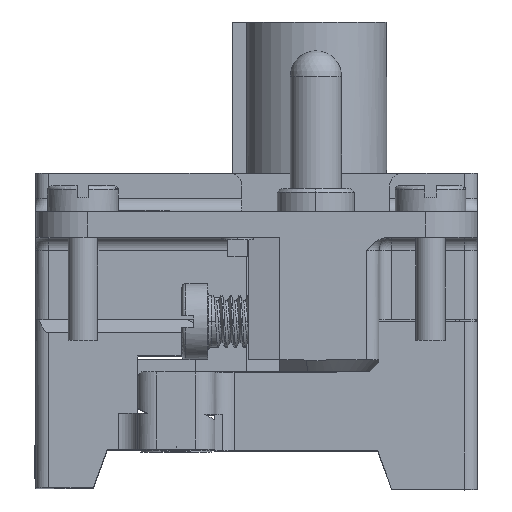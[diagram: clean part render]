
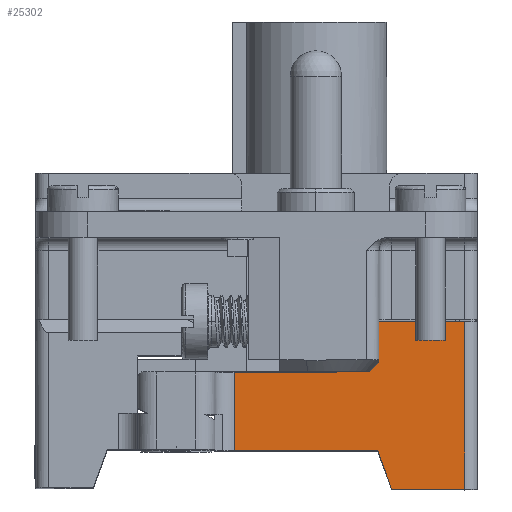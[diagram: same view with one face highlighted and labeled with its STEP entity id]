
A CAD part, top view. The second image highlights one B-rep face of the part: STEP entity #25302.
In plain terms, the highlighted planar face has unit normal (0, 0, 1).
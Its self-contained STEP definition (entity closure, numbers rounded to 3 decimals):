
#4027=DIRECTION('',(-1.,0.,0.));
#4028=VECTOR('',#4027,7.95);
#4029=CARTESIAN_POINT('',(10.,9.15,-26.05));
#4030=LINE('',#4029,#4028);
#4125=DIRECTION('',(1.,0.,0.));
#4126=VECTOR('',#4125,9.95);
#4127=CARTESIAN_POINT('',(10.,13.1,-26.05));
#4128=LINE('',#4127,#4126);
#4129=DIRECTION('',(-0.342,0.94,0.));
#4130=VECTOR('',#4129,3.192);
#4131=CARTESIAN_POINT('',(14.291,0.05,
-26.05));
#4132=LINE('',#4131,#4130);
#4133=DIRECTION('',(0.,1.,0.));
#4134=VECTOR('',#4133,3.95);
#4135=CARTESIAN_POINT('',(10.,9.15,-26.05));
#4136=LINE('',#4135,#4134);
#4141=DIRECTION('',(0.,1.,0.));
#4142=VECTOR('',#4141,13.05);
#4143=CARTESIAN_POINT('',(19.95,0.05,-26.05));
#4144=LINE('',#4143,#4142);
#4162=DIRECTION('',(1.,0.,0.));
#4163=VECTOR('',#4162,5.659);
#4164=CARTESIAN_POINT('',(14.291,0.05,
-26.05));
#4165=LINE('',#4164,#4163);
#11301=DIRECTION('',(1.,0.,0.));
#11302=VECTOR('',#11301,11.15);
#11303=CARTESIAN_POINT('',(2.05,3.05,-26.05));
#11304=LINE('',#11303,#11302);
#11469=DIRECTION('',(0.,-1.,0.));
#11470=VECTOR('',#11469,6.1);
#11471=CARTESIAN_POINT('',(2.05,9.15,-26.05));
#11472=LINE('',#11471,#11470);
#18877=CARTESIAN_POINT('',(2.05,3.05,-26.05));
#18878=CARTESIAN_POINT('',(13.2,3.05,
-26.05));
#18879=VERTEX_POINT('',#18877);
#18880=VERTEX_POINT('',#18878);
#18881=CARTESIAN_POINT('',(10.,13.1,-26.05));
#18882=CARTESIAN_POINT('',(19.95,13.1,-26.05));
#18883=VERTEX_POINT('',#18881);
#18884=VERTEX_POINT('',#18882);
#18885=CARTESIAN_POINT('',(19.95,0.05,-26.05));
#18886=VERTEX_POINT('',#18885);
#18887=CARTESIAN_POINT('',(14.291,0.05,
-26.05));
#18888=VERTEX_POINT('',#18887);
#18889=CARTESIAN_POINT('',(2.05,9.15,-26.05));
#18890=VERTEX_POINT('',#18889);
#18891=CARTESIAN_POINT('',(10.,9.15,-26.05));
#18892=VERTEX_POINT('',#18891);
#25282=CARTESIAN_POINT('',(11.,6.575,-26.05));
#25283=DIRECTION('',(0.,0.,1.));
#25284=DIRECTION('',(-1.,0.,0.));
#25285=AXIS2_PLACEMENT_3D('',#25282,#25283,#25284);
#25286=PLANE('',#25285);
#25287=ORIENTED_EDGE('',*,*,#25235,.T.);
#25289=ORIENTED_EDGE('',*,*,#25288,.F.);
#25291=ORIENTED_EDGE('',*,*,#25290,.F.);
#25293=ORIENTED_EDGE('',*,*,#25292,.T.);
#25295=ORIENTED_EDGE('',*,*,#25294,.F.);
#25297=ORIENTED_EDGE('',*,*,#25296,.F.);
#25298=ORIENTED_EDGE('',*,*,#25143,.F.);
#25299=ORIENTED_EDGE('',*,*,#25275,.T.);
#25300=EDGE_LOOP('',(#25287,#25289,#25291,#25293,#25295,#25297,#25298,#25299));
#25301=FACE_OUTER_BOUND('',#25300,.F.);
#25143=EDGE_CURVE('',#18892,#18890,#4030,.T.);
#25235=EDGE_CURVE('',#18883,#18884,#4128,.T.);
#25275=EDGE_CURVE('',#18892,#18883,#4136,.T.);
#25288=EDGE_CURVE('',#18886,#18884,#4144,.T.);
#25290=EDGE_CURVE('',#18888,#18886,#4165,.T.);
#25292=EDGE_CURVE('',#18888,#18880,#4132,.T.);
#25294=EDGE_CURVE('',#18879,#18880,#11304,.T.);
#25296=EDGE_CURVE('',#18890,#18879,#11472,.T.);
#25302=ADVANCED_FACE('',(#25301),#25286,.T.);
